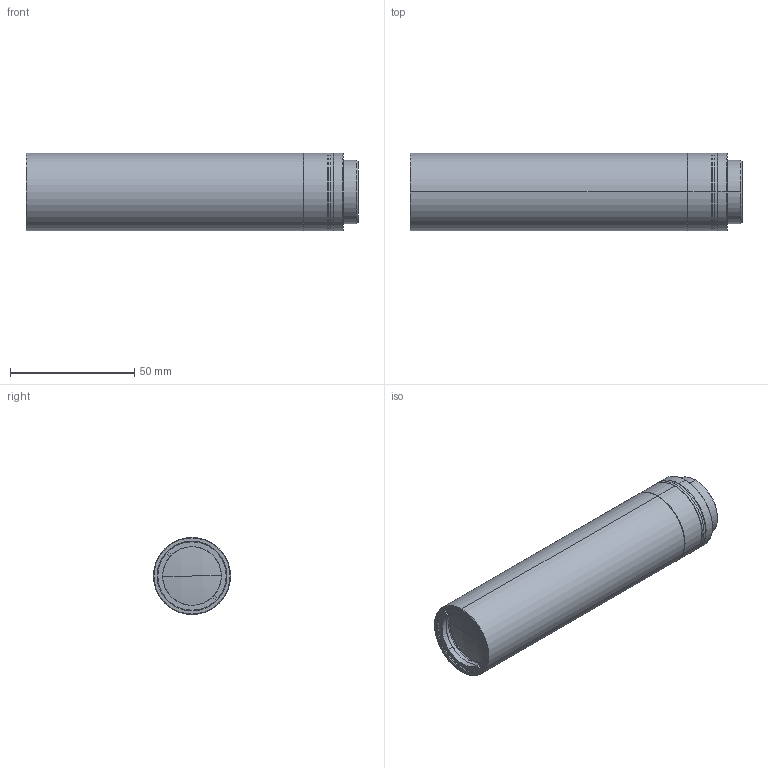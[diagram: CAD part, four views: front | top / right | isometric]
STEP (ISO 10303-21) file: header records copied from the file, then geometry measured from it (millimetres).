
FILE_DESCRIPTION (( 'STEP AP214' ), '1' );
FILE_NAME ('OTL11.5-10-110C.STEP', '2023-05-12T01:46:18', ( '' ), ( '' ), 'SwSTEP 2.0', 'SolidWorks 2022', '' );
FILE_SCHEMA (( 'AUTOMOTIVE_DESIGN' ));
Length unit declared in the file: millimetre
Products named in the file (1): OTL11.5-10-110C
Bounding box: 133.5 x 31 x 31 mm (x, y, z)
Volume: 66961.6 mm3; surface area: 31177.2 mm2
Topology: 13 solids, 13 shells, 181 faces, 384 edges, 238 vertices
Faces by surface type: cylinder 70, cone 48, plane 47, bspline 16
Entity records: 7437 total; most frequent: CARTESIAN_POINT 1246, DIRECTION 930, ORIENTED_EDGE 768, AXIS2_PLACEMENT_3D 390, EDGE_CURVE 384, VERTEX_POINT 238, CIRCLE 224, EDGE_LOOP 212
